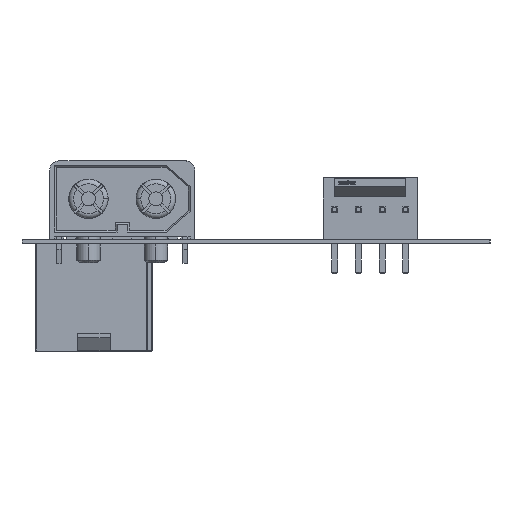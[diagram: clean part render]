
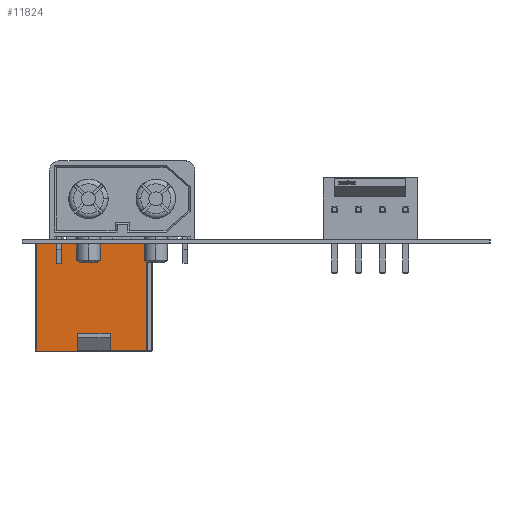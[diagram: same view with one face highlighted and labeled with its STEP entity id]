
A CAD part, left-side view. The second image highlights one B-rep face of the part: STEP entity #11824.
In plain terms, the highlighted planar face has unit normal (-1, 0, 0).
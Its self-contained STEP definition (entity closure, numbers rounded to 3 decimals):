
#11778 = VERTEX_POINT('',#11779);
#11779 = CARTESIAN_POINT('',(-20.725,-6.155,5.81));
#11788 = EDGE_CURVE('',#11778,#11789,#11791,.T.);
#11789 = VERTEX_POINT('',#11790);
#11790 = CARTESIAN_POINT('',(-20.725,-6.155,-5.69));
#11791 = LINE('',#11792,#11793);
#11792 = CARTESIAN_POINT('',(-20.725,-6.155,0.13));
#11793 = VECTOR('',#11794,1.);
#11794 = DIRECTION('',(0.,0.,-1.));
#11824 = ADVANCED_FACE('',(#11825),#11882,.T.);
#11825 = FACE_BOUND('',#11826,.T.);
#11826 = EDGE_LOOP('',(#11827,#11828,#11836,#11844,#11852,#11860,#11868,
    #11876));
#11827 = ORIENTED_EDGE('',*,*,#11788,.F.);
#11828 = ORIENTED_EDGE('',*,*,#11829,.F.);
#11829 = EDGE_CURVE('',#11830,#11778,#11832,.T.);
#11830 = VERTEX_POINT('',#11831);
#11831 = CARTESIAN_POINT('',(-20.725,-1.752,5.81));
#11832 = LINE('',#11833,#11834);
#11833 = CARTESIAN_POINT('',(-20.725,-0.012,5.81)
  );
#11834 = VECTOR('',#11835,1.);
#11835 = DIRECTION('',(0.,-1.,0.));
#11836 = ORIENTED_EDGE('',*,*,#11837,.F.);
#11837 = EDGE_CURVE('',#11838,#11830,#11840,.T.);
#11838 = VERTEX_POINT('',#11839);
#11839 = CARTESIAN_POINT('',(-20.725,-1.752,4.233));
#11840 = LINE('',#11841,#11842);
#11841 = CARTESIAN_POINT('',(-20.725,-1.752,0.13));
#11842 = VECTOR('',#11843,1.);
#11843 = DIRECTION('',(0.,0.,1.));
#11844 = ORIENTED_EDGE('',*,*,#11845,.T.);
#11845 = EDGE_CURVE('',#11838,#11846,#11848,.T.);
#11846 = VERTEX_POINT('',#11847);
#11847 = CARTESIAN_POINT('',(-20.725,1.748,4.233));
#11848 = LINE('',#11849,#11850);
#11849 = CARTESIAN_POINT('',(-20.725,0.,4.233));
#11850 = VECTOR('',#11851,1.);
#11851 = DIRECTION('',(0.,1.,0.));
#11852 = ORIENTED_EDGE('',*,*,#11853,.T.);
#11853 = EDGE_CURVE('',#11846,#11854,#11856,.T.);
#11854 = VERTEX_POINT('',#11855);
#11855 = CARTESIAN_POINT('',(-20.725,1.748,5.75));
#11856 = LINE('',#11857,#11858);
#11857 = CARTESIAN_POINT('',(-20.725,1.748,0.13));
#11858 = VECTOR('',#11859,1.);
#11859 = DIRECTION('',(0.,0.,1.));
#11860 = ORIENTED_EDGE('',*,*,#11861,.F.);
#11861 = EDGE_CURVE('',#11862,#11854,#11864,.T.);
#11862 = VERTEX_POINT('',#11863);
#11863 = CARTESIAN_POINT('',(-20.725,5.647,5.75));
#11864 = LINE('',#11865,#11866);
#11865 = CARTESIAN_POINT('',(-20.725,-0.888,5.75));
#11866 = VECTOR('',#11867,1.);
#11867 = DIRECTION('',(0.,-1.,0.));
#11868 = ORIENTED_EDGE('',*,*,#11869,.F.);
#11869 = EDGE_CURVE('',#11870,#11862,#11872,.T.);
#11870 = VERTEX_POINT('',#11871);
#11871 = CARTESIAN_POINT('',(-20.725,5.647,-5.69));
#11872 = LINE('',#11873,#11874);
#11873 = CARTESIAN_POINT('',(-20.725,5.647,0.13));
#11874 = VECTOR('',#11875,1.);
#11875 = DIRECTION('',(0.,0.,1.));
#11876 = ORIENTED_EDGE('',*,*,#11877,.F.);
#11877 = EDGE_CURVE('',#11789,#11870,#11878,.T.);
#11878 = LINE('',#11879,#11880);
#11879 = CARTESIAN_POINT('',(-20.725,-1.752,-5.69));
#11880 = VECTOR('',#11881,1.);
#11881 = DIRECTION('',(0.,1.,0.));
#11882 = PLANE('',#11883);
#11883 = AXIS2_PLACEMENT_3D('',#11884,#11885,#11886);
#11884 = CARTESIAN_POINT('',(-20.725,-1.752,0.13));
#11885 = DIRECTION('',(-1.,0.,0.));
#11886 = DIRECTION('',(0.,-1.,0.));
